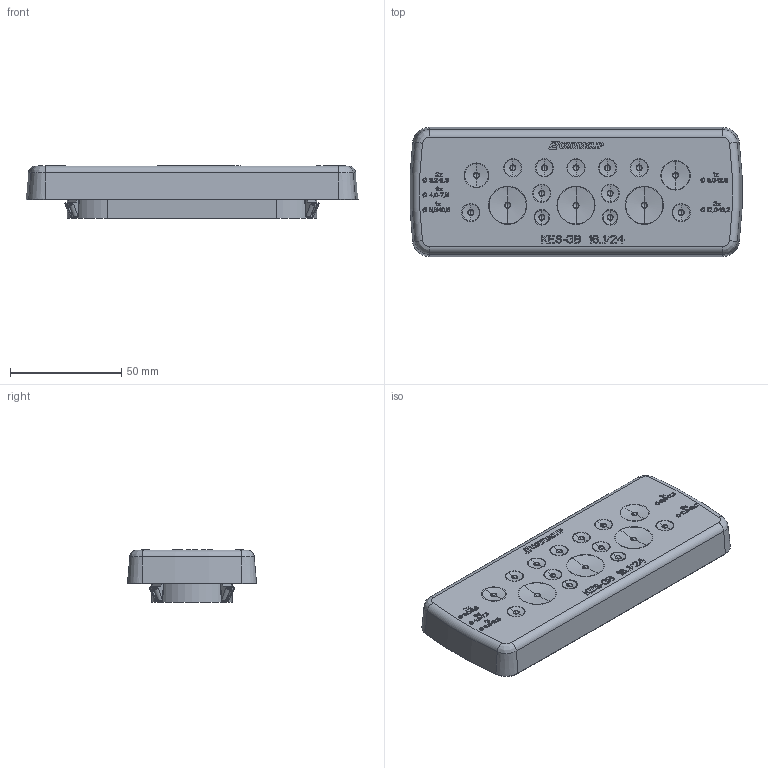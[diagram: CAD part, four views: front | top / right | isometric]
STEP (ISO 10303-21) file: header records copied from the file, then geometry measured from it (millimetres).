
FILE_DESCRIPTION(/* description */ (''),/* implementation_level */ '2;1');
FILE_NAME(/* name */ 'KES-GB_16-1-24.stp',/* time_stamp */ '2018-01-25T13:01:55+01:00',/* author */ (''),/* organization */ (''),/* preprocessor_version */ 'ST-DEVELOPER v16',/* originating_system */ 'SIEMENS PLM Software NX 10.0',/* authorisation */ '');
FILE_SCHEMA (('CONFIG_CONTROL_DESIGN'));
Length unit declared in the file: millimetre
Products named in the file (1): KES-GB_16-1-24_stp
Bounding box: 149.26 x 58.07 x 23.65 mm (x, y, z)
Volume: 153051.5 mm3; surface area: 25821 mm2
Topology: 1 solids, 1 shells, 2207 faces, 6045 edges, 3944 vertices
Faces by surface type: plane 1823, cylinder 124, torus 94, sphere 88, bspline 52, cone 26
Full cylindrical faces by diameter (mm): 3.3 x4
Entity records: 71509 total; most frequent: CARTESIAN_POINT 15631, ORIENTED_EDGE 11994, DIRECTION 10791, EDGE_CURVE 5997, LINE 5207, VECTOR 5207, VERTEX_POINT 3940, AXIS2_PLACEMENT_3D 2792
